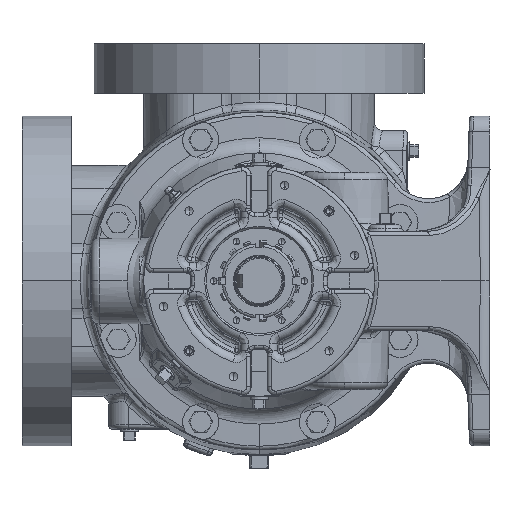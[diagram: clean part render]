
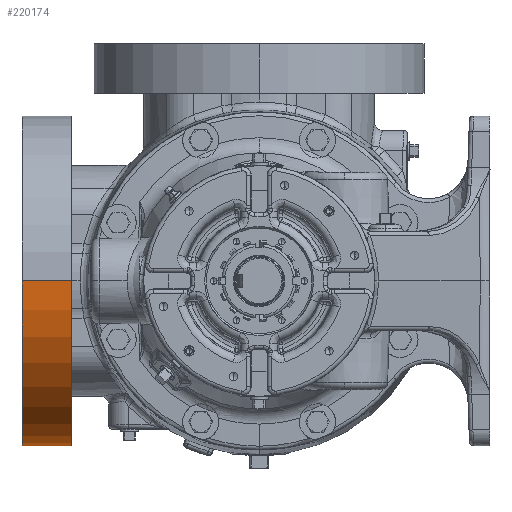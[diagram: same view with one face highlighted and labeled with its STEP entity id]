
A CAD part, left-side view. The second image highlights one B-rep face of the part: STEP entity #220174.
In plain terms, the highlighted cylindrical face has radius 127 mm (diameter 254 mm), a partial arc.
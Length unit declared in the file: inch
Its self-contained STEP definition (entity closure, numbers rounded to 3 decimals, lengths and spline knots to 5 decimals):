
#11825 = CARTESIAN_POINT ( 'NONE',  ( 9.513, 4.89607, 0. ) ) ;
#14548 = EDGE_CURVE ( 'NONE', #280384, #181705, #162393, .T. ) ;
#33352 = DIRECTION ( 'NONE',  ( -1., 0., 0. ) ) ;
#34221 = AXIS2_PLACEMENT_3D ( 'NONE', #81398, #148220, #84164 ) ;
#43175 = VECTOR ( 'NONE', #272079, 39.37008 ) ;
#47298 = CARTESIAN_POINT ( 'NONE',  ( 4.513, 5.6875, 0. ) ) ;
#54614 = EDGE_LOOP ( 'NONE', ( #76124, #249597, #255119, #275258 ) ) ;
#61444 = CYLINDRICAL_SURFACE ( 'NONE', #34221, 5. ) ;
#76124 = ORIENTED_EDGE ( 'NONE', *, *, #267397, .T. ) ;
#76989 = DIRECTION ( 'NONE',  ( -1., 0., 0. ) ) ;
#81398 = CARTESIAN_POINT ( 'NONE',  ( 4.513, 4.89607, 0. ) ) ;
#84164 = DIRECTION ( 'NONE',  ( -1., 0., 0. ) ) ;
#101849 = CARTESIAN_POINT ( 'NONE',  ( -0.487, 5.6875, 0. ) ) ;
#112398 = AXIS2_PLACEMENT_3D ( 'NONE', #47298, #160986, #76989 ) ;
#142198 = AXIS2_PLACEMENT_3D ( 'NONE', #270794, #243951, #33352 ) ;
#143331 = VECTOR ( 'NONE', #233376, 39.37008 ) ;
#144064 = LINE ( 'NONE', #11825, #43175 ) ;
#146513 = CARTESIAN_POINT ( 'NONE',  ( -0.487, 4.89607, 0. ) ) ;
#148220 = DIRECTION ( 'NONE',  ( 0., -1., 0. ) ) ;
#160986 = DIRECTION ( 'NONE',  ( 0., -1., 0. ) ) ;
#162393 = CIRCLE ( 'NONE', #112398, 5. ) ;
#166715 = VERTEX_POINT ( 'NONE', #268584 ) ;
#166923 = CARTESIAN_POINT ( 'NONE',  ( 9.513, 7.1875, 0. ) ) ;
#167872 = CARTESIAN_POINT ( 'NONE',  ( 9.513, 5.6875, 0. ) ) ;
#168139 = VERTEX_POINT ( 'NONE', #166923 ) ;
#168212 = FACE_OUTER_BOUND ( 'NONE', #54614, .T. ) ;
#181705 = VERTEX_POINT ( 'NONE', #167872 ) ;
#184057 = EDGE_CURVE ( 'NONE', #168139, #181705, #144064, .T. ) ;
#198432 = EDGE_CURVE ( 'NONE', #166715, #280384, #234772, .T. ) ;
#220174 = ADVANCED_FACE ( 'NONE', ( #168212 ), #61444, .T. ) ;
#233376 = DIRECTION ( 'NONE',  ( 0., -1., 0. ) ) ;
#234772 = LINE ( 'NONE', #146513, #143331 ) ;
#242148 = CIRCLE ( 'NONE', #142198, 5. ) ;
#243951 = DIRECTION ( 'NONE',  ( 0., -1., 0. ) ) ;
#249597 = ORIENTED_EDGE ( 'NONE', *, *, #184057, .T. ) ;
#255119 = ORIENTED_EDGE ( 'NONE', *, *, #14548, .F. ) ;
#267397 = EDGE_CURVE ( 'NONE', #166715, #168139, #242148, .T. ) ;
#268584 = CARTESIAN_POINT ( 'NONE',  ( -0.487, 7.1875, 0. ) ) ;
#270794 = CARTESIAN_POINT ( 'NONE',  ( 4.513, 7.1875, 0. ) ) ;
#272079 = DIRECTION ( 'NONE',  ( 0., -1., 0. ) ) ;
#275258 = ORIENTED_EDGE ( 'NONE', *, *, #198432, .F. ) ;
#280384 = VERTEX_POINT ( 'NONE', #101849 ) ;
